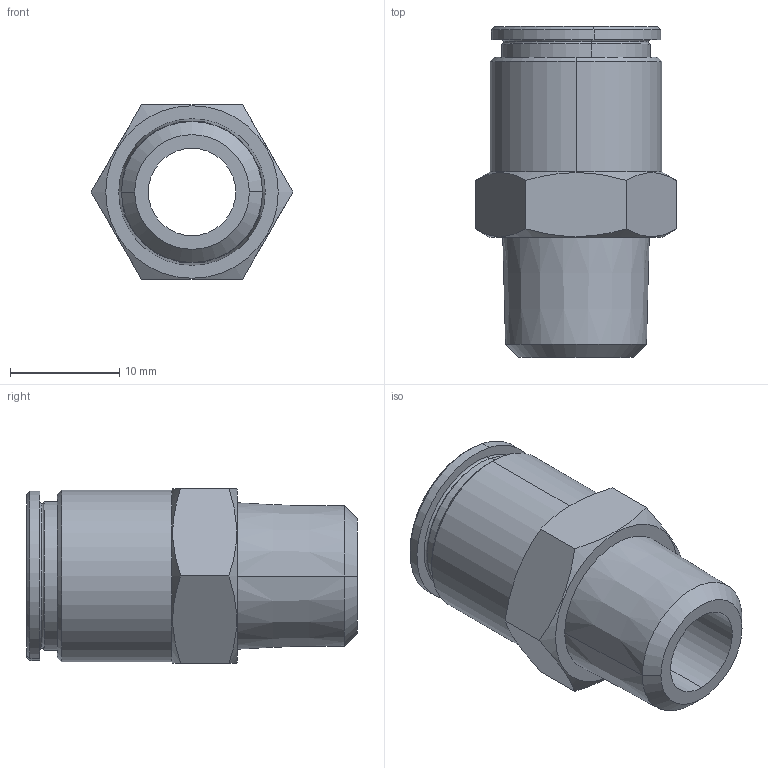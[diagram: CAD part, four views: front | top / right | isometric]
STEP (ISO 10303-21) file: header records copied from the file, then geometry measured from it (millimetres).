
FILE_DESCRIPTION (( 'STEP AP203' ), '1' );
FILE_NAME ('X0010052.STEP', '2010-09-21T08:07:11', ( '' ), ( 'sopra-pneumatic' ), 'SwSTEP 2.0', 'SolidWorks 2009', '' );
FILE_SCHEMA (( 'CONFIG_CONTROL_DESIGN' ));
Length unit declared in the file: millimetre
Products named in the file (1): X0010052
Bounding box: 18.48 x 30.3 x 16 mm (x, y, z)
Volume: 3150.7 mm3; surface area: 2669.9 mm2
Topology: 1 solids, 1 shells, 51 faces, 114 edges, 68 vertices
Faces by surface type: plane 23, cone 14, cylinder 10, torus 4
Entity records: 1611 total; most frequent: CARTESIAN_POINT 408, DIRECTION 240, ORIENTED_EDGE 228, EDGE_CURVE 114, AXIS2_PLACEMENT_3D 96, VERTEX_POINT 68, EDGE_LOOP 56, FACE_OUTER_BOUND 51
